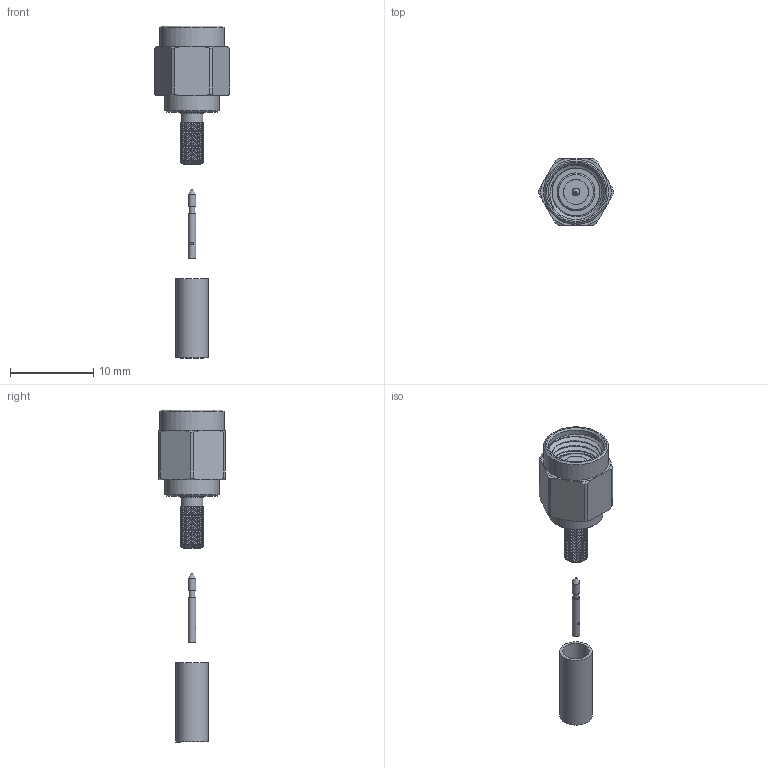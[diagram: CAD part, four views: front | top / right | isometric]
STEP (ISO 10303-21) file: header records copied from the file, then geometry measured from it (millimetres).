
FILE_DESCRIPTION(/* description */ ('Unknown'),/* implementation_level */ '2;1');
FILE_NAME(/* name */ '60346021210320',/* time_stamp */ '2022-04-06T09:29:41+02:00',/* author */ ('Unknown'),/* organization */ ('Unknown'),/* preprocessor_version */ 'ST-DEVELOPER v16.7',/* originating_system */ 'Solid Edge',/* authorisation */ 'Unknown');
FILE_SCHEMA (('AUTOMOTIVE_DESIGN {1 0 10303 214 3 1 1}'));
Products named in the file (9): 60346021210320; 60346021210320_ferrule; 60346021210320_CenterPin; 60346021210320_Body; 60346021210320_ConnectorBody; 60346021210320_retainer ring; 60346021210320_gasket; 60346021210320_insulator; 60346021210320_shell
Assembly tree (8 placements, depth 3):
  60346021210320
    60346021210320_ferrule
    60346021210320_CenterPin
    60346021210320_Body
      60346021210320_ConnectorBody
      60346021210320_retainer ring
      60346021210320_gasket
      60346021210320_insulator
      60346021210320_shell
Bounding box: 9.04 x 8 x 39.86 mm (x, y, z)
Volume: 422.5 mm3; surface area: 1312.8 mm2
Topology: 7 solids, 7 shells, 2314 faces, 4682 edges, 2393 vertices
Faces by surface type: bspline 1762, cylinder 471, plane 59, cone 11, torus 11
Full cylindrical faces by diameter (mm): 0.3 x1, 0.6 x1, 0.67 x1, 0.92 x3, 1.6 x1, 1.7 x1, 2.7 x1, 2.9 x1, 3 x2, 3.2 x1, 3.9 x1, 4.5 x1, 4.56 x1, 4.75 x1, 6 x1, 6.5 x2, 6.66 x6, 7 x1, 7.8 x1
Entity records: 106953 total; most frequent: CARTESIAN_POINT 78694, ORIENTED_EDGE 9234, EDGE_CURVE 4617, FACE_BOUND 2373, VERTEX_POINT 2372, EDGE_LOOP 2372, ADVANCED_FACE 2310, B_SPLINE_CURVE_WITH_KNOTS 1816
